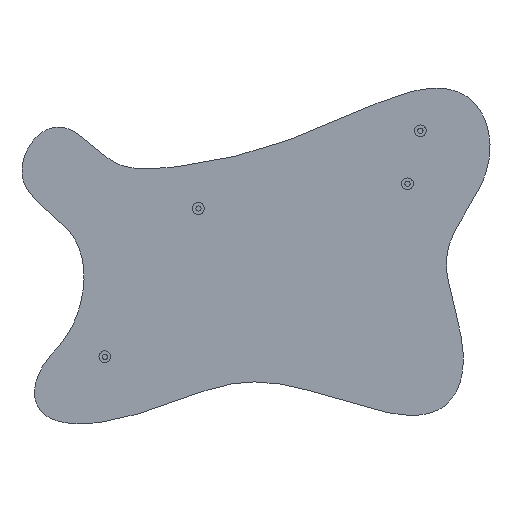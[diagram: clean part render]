
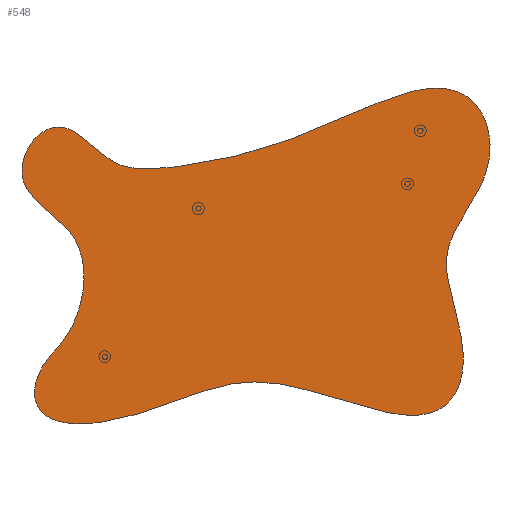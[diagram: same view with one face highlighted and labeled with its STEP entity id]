
A CAD part, front view. The second image highlights one B-rep face of the part: STEP entity #548.
In plain terms, the highlighted planar face has unit normal (0, -1, 0).
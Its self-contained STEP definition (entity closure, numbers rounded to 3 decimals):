
#93=(
BOUNDED_CURVE()
B_SPLINE_CURVE(5,(#1203,#1204,#1205,#1206,#1207,#1208,#1209,#1210,#1211,
#1212,#1213,#1214,#1215,#1216,#1217,#1218,#1219,#1220,#1221,#1222,#1223,
#1224,#1225,#1226,#1227,#1228,#1229,#1230,#1231,#1232,#1233,#1234,#1235,
#1236,#1237,#1238,#1239,#1240,#1241,#1242,#1243,#1244,#1245,#1246,#1247,
#1248,#1249,#1250,#1251,#1252,#1253,#1254,#1255,#1256,#1257,#1258,#1259,
#1260,#1261,#1262,#1263,#1264,#1265,#1266,#1267,#1268,#1269,#1270,#1271,
#1272,#1273,#1274,#1275,#1276,#1277,#1278,#1279,#1280,#1281,#1282,#1283,
#1284,#1285,#1286,#1287,#1288,#1289,#1290,#1291,#1292),.UNSPECIFIED.,.T.,
 .F.)
B_SPLINE_CURVE_WITH_KNOTS((6,1,1,1,1,1,1,1,1,1,1,1,1,1,1,1,1,1,1,1,1,1,
1,1,1,1,1,1,1,1,1,1,1,1,1,1,1,1,1,1,1,1,1,1,1,1,1,1,1,1,1,1,1,1,1,1,1,1,
1,1,1,1,1,1,1,1,1,1,1,1,1,1,1,1,1,1,1,1,1,1,1,1,1,1,1,6),(0.,0.012,
0.024,0.035,0.047,0.059,
0.071,0.082,0.094,0.106,
0.118,0.129,0.141,0.153,
0.165,0.176,0.188,0.2,0.212,
0.224,0.235,0.247,0.259,
0.271,0.282,0.294,0.306,
0.318,0.329,0.341,0.353,
0.365,0.376,0.388,0.4,0.412,
0.424,0.435,0.447,0.459,
0.471,0.482,0.494,0.506,
0.518,0.529,0.541,0.553,
0.565,0.576,0.588,0.6,0.612,
0.624,0.635,0.647,0.659,
0.671,0.682,0.694,0.706,
0.718,0.729,0.741,0.753,
0.765,0.776,0.788,0.8,
0.812,0.824,0.835,0.847,
0.859,0.871,0.882,0.894,
0.906,0.918,0.929,0.941,
0.953,0.965,0.976,0.988,
1.),.UNSPECIFIED.)
CURVE()
GEOMETRIC_REPRESENTATION_ITEM()
RATIONAL_B_SPLINE_CURVE((1.,1.,1.,1.,1.,1.,1.,1.,1.,1.,1.,1.,1.,1.,1.,1.,
1.,1.,1.,1.,1.,1.,1.,1.,1.,1.,1.,1.,1.,1.,1.,1.,1.,1.,1.,1.,1.,1.,1.,1.,
1.,1.,1.,1.,1.,1.,1.,1.,1.,1.,1.,1.,1.,1.,1.,1.,1.,1.,1.,1.,1.,1.,1.,1.,
1.,1.,1.,1.,1.,1.,1.,1.,1.,1.,1.,1.,1.,1.,1.,1.,1.,1.,1.,1.,1.,1.,1.,1.,
1.,1.))
REPRESENTATION_ITEM('')
);
#107=FACE_OUTER_BOUND('',#149,.T.);
#149=EDGE_LOOP('',(#435));
#285=VERTEX_POINT('',#1201);
#339=EDGE_CURVE('',#285,#285,#93,.T.);
#435=ORIENTED_EDGE('',*,*,#339,.T.);
#519=PLANE('',#633);
#548=ADVANCED_FACE('',(#107),#519,.F.);
#633=AXIS2_PLACEMENT_3D('',#1294,#745,#746);
#745=DIRECTION('center_axis',(0.,1.,0.));
#746=DIRECTION('ref_axis',(1.,0.,0.));
#1201=CARTESIAN_POINT('',(-76.877,-20.,-26.832));
#1203=CARTESIAN_POINT('Ctrl Pts',(-76.877,-20.,-26.832));
#1204=CARTESIAN_POINT('Ctrl Pts',(-77.495,-20.,-27.93));
#1205=CARTESIAN_POINT('Ctrl Pts',(-78.76,-20.,-29.977));
#1206=CARTESIAN_POINT('Ctrl Pts',(-80.71,-20.,-32.626));
#1207=CARTESIAN_POINT('Ctrl Pts',(-83.327,-20.,-35.54));
#1208=CARTESIAN_POINT('Ctrl Pts',(-86.491,-20.,-39.038));
#1209=CARTESIAN_POINT('Ctrl Pts',(-89.369,-20.,-43.212));
#1210=CARTESIAN_POINT('Ctrl Pts',(-91.553,-20.,-48.326));
#1211=CARTESIAN_POINT('Ctrl Pts',(-92.384,-20.,-53.918));
#1212=CARTESIAN_POINT('Ctrl Pts',(-91.222,-20.,-59.217));
#1213=CARTESIAN_POINT('Ctrl Pts',(-87.626,-20.,-63.412));
#1214=CARTESIAN_POINT('Ctrl Pts',(-81.629,-20.,-66.031));
#1215=CARTESIAN_POINT('Ctrl Pts',(-73.651,-20.,-66.939));
#1216=CARTESIAN_POINT('Ctrl Pts',(-64.337,-20.,-66.25));
#1217=CARTESIAN_POINT('Ctrl Pts',(-54.412,-20.,-64.263));
#1218=CARTESIAN_POINT('Ctrl Pts',(-44.544,-20.,-61.389));
#1219=CARTESIAN_POINT('Ctrl Pts',(-35.172,-20.,-58.083));
#1220=CARTESIAN_POINT('Ctrl Pts',(-26.43,-20.,-54.785));
#1221=CARTESIAN_POINT('Ctrl Pts',(-18.245,-20.,-51.895));
#1222=CARTESIAN_POINT('Ctrl Pts',(-10.406,-20.,-49.751));
#1223=CARTESIAN_POINT('Ctrl Pts',(-2.64,-20.,-48.597));
#1224=CARTESIAN_POINT('Ctrl Pts',(5.311,-20.,-48.562));
#1225=CARTESIAN_POINT('Ctrl Pts',(13.611,-20.,-49.627));
#1226=CARTESIAN_POINT('Ctrl Pts',(22.272,-20.,-51.611));
#1227=CARTESIAN_POINT('Ctrl Pts',(31.196,-20.,-54.217));
#1228=CARTESIAN_POINT('Ctrl Pts',(40.2,-20.,-57.072));
#1229=CARTESIAN_POINT('Ctrl Pts',(49.055,-20.,-59.764));
#1230=CARTESIAN_POINT('Ctrl Pts',(57.508,-20.,-61.885));
#1231=CARTESIAN_POINT('Ctrl Pts',(65.32,-20.,-63.072));
#1232=CARTESIAN_POINT('Ctrl Pts',(72.295,-20.,-63.043));
#1233=CARTESIAN_POINT('Ctrl Pts',(78.276,-20.,-61.612));
#1234=CARTESIAN_POINT('Ctrl Pts',(83.14,-20.,-58.7));
#1235=CARTESIAN_POINT('Ctrl Pts',(86.797,-20.,-54.339));
#1236=CARTESIAN_POINT('Ctrl Pts',(89.177,-20.,-48.693));
#1237=CARTESIAN_POINT('Ctrl Pts',(90.256,-20.,-42.034));
#1238=CARTESIAN_POINT('Ctrl Pts',(90.094,-20.,-34.694));
#1239=CARTESIAN_POINT('Ctrl Pts',(88.872,-20.,-27.018));
#1240=CARTESIAN_POINT('Ctrl Pts',(86.932,-20.,-19.324));
#1241=CARTESIAN_POINT('Ctrl Pts',(84.818,-20.,-11.852));
#1242=CARTESIAN_POINT('Ctrl Pts',(83.151,-20.,-4.762));
#1243=CARTESIAN_POINT('Ctrl Pts',(82.503,-20.,1.879));
#1244=CARTESIAN_POINT('Ctrl Pts',(83.276,-20.,8.107));
#1245=CARTESIAN_POINT('Ctrl Pts',(85.572,-20.,14.065));
#1246=CARTESIAN_POINT('Ctrl Pts',(89.071,-20.,20.014));
#1247=CARTESIAN_POINT('Ctrl Pts',(93.17,-20.,26.25));
#1248=CARTESIAN_POINT('Ctrl Pts',(97.124,-20.,33.012));
#1249=CARTESIAN_POINT('Ctrl Pts',(100.188,-20.,40.405));
#1250=CARTESIAN_POINT('Ctrl Pts',(101.75,-20.,48.31));
#1251=CARTESIAN_POINT('Ctrl Pts',(101.486,-20.,56.29));
#1252=CARTESIAN_POINT('Ctrl Pts',(99.312,-20.,63.709));
#1253=CARTESIAN_POINT('Ctrl Pts',(95.311,-20.,69.879));
#1254=CARTESIAN_POINT('Ctrl Pts',(89.675,-20.,74.195));
#1255=CARTESIAN_POINT('Ctrl Pts',(82.631,-20.,76.28));
#1256=CARTESIAN_POINT('Ctrl Pts',(74.384,-20.,76.116));
#1257=CARTESIAN_POINT('Ctrl Pts',(65.124,-20.,73.969));
#1258=CARTESIAN_POINT('Ctrl Pts',(55.029,-20.,70.298));
#1259=CARTESIAN_POINT('Ctrl Pts',(44.282,-20.,65.673));
#1260=CARTESIAN_POINT('Ctrl Pts',(33.072,-20.,60.695));
#1261=CARTESIAN_POINT('Ctrl Pts',(21.606,-20.,55.908));
#1262=CARTESIAN_POINT('Ctrl Pts',(10.119,-20.,51.72));
#1263=CARTESIAN_POINT('Ctrl Pts',(-1.124,-20.,48.313));
#1264=CARTESIAN_POINT('Ctrl Pts',(-11.849,-20.,45.71));
#1265=CARTESIAN_POINT('Ctrl Pts',(-21.801,-20.,43.832));
#1266=CARTESIAN_POINT('Ctrl Pts',(-30.777,-20.,42.56));
#1267=CARTESIAN_POINT('Ctrl Pts',(-38.647,-20.,41.8));
#1268=CARTESIAN_POINT('Ctrl Pts',(-45.385,-20.,41.539));
#1269=CARTESIAN_POINT('Ctrl Pts',(-51.099,-20.,41.911));
#1270=CARTESIAN_POINT('Ctrl Pts',(-56.05,-20.,43.243));
#1271=CARTESIAN_POINT('Ctrl Pts',(-60.576,-20.,45.794));
#1272=CARTESIAN_POINT('Ctrl Pts',(-65.029,-20.,49.555));
#1273=CARTESIAN_POINT('Ctrl Pts',(-69.705,-20.,53.961));
#1274=CARTESIAN_POINT('Ctrl Pts',(-74.78,-20.,57.855));
#1275=CARTESIAN_POINT('Ctrl Pts',(-80.252,-20.,59.991));
#1276=CARTESIAN_POINT('Ctrl Pts',(-85.903,-20.,59.397));
#1277=CARTESIAN_POINT('Ctrl Pts',(-91.216,-20.,55.864));
#1278=CARTESIAN_POINT('Ctrl Pts',(-95.397,-20.,50.15));
#1279=CARTESIAN_POINT('Ctrl Pts',(-97.652,-20.,43.433));
#1280=CARTESIAN_POINT('Ctrl Pts',(-97.407,-20.,36.914));
#1281=CARTESIAN_POINT('Ctrl Pts',(-94.573,-20.,31.337));
#1282=CARTESIAN_POINT('Ctrl Pts',(-89.745,-20.,26.606));
#1283=CARTESIAN_POINT('Ctrl Pts',(-83.919,-20.,22.138));
#1284=CARTESIAN_POINT('Ctrl Pts',(-78.242,-20.,17.162));
#1285=CARTESIAN_POINT('Ctrl Pts',(-73.76,-20.,11.027));
#1286=CARTESIAN_POINT('Ctrl Pts',(-71.134,-20.,3.546));
#1287=CARTESIAN_POINT('Ctrl Pts',(-70.472,-20.,-4.814));
#1288=CARTESIAN_POINT('Ctrl Pts',(-71.524,-20.,-13.268));
#1289=CARTESIAN_POINT('Ctrl Pts',(-73.359,-20.,-19.418));
#1290=CARTESIAN_POINT('Ctrl Pts',(-75.051,-20.,-23.393));
#1291=CARTESIAN_POINT('Ctrl Pts',(-76.259,-20.,-25.735));
#1292=CARTESIAN_POINT('Ctrl Pts',(-76.877,-20.,-26.832));
#1294=CARTESIAN_POINT('Origin',(2.049,-20.,4.67));
